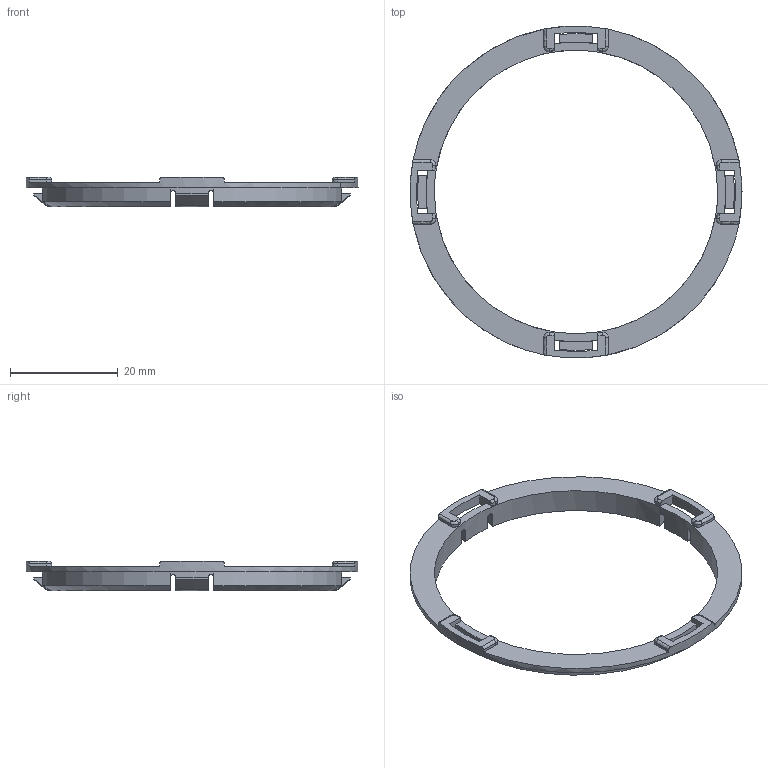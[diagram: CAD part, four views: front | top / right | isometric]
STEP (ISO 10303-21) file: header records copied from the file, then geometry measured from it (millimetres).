
FILE_DESCRIPTION((''),'2;1');
FILE_NAME('','2006-09-08T00:17:50',(''),(''),'','CADfix','');
FILE_SCHEMA(('AUTOMOTIVE_DESIGN'));
Length unit declared in the file: millimetre
Products named in the file (1): grommet
Bounding box: 61.6 x 61.56 x 5.5 mm (x, y, z)
Volume: 1676.3 mm3; surface area: 3239 mm2
Topology: 1 solids, 1 shells, 119 faces, 363 edges, 238 vertices
Faces by surface type: bspline 119
Entity records: 5071 total; most frequent: CARTESIAN_POINT 3095, ORIENTED_EDGE 726, EDGE_CURVE 363, VERTEX_POINT 238, QUASI_UNIFORM_CURVE 184, EDGE_LOOP 121, FACE_OUTER_BOUND 119, ADVANCED_FACE 119
